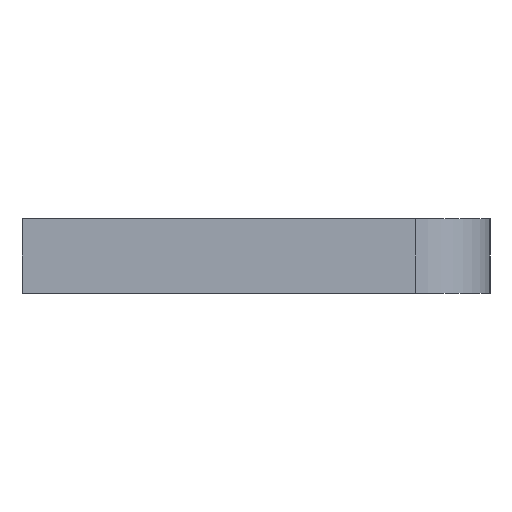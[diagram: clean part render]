
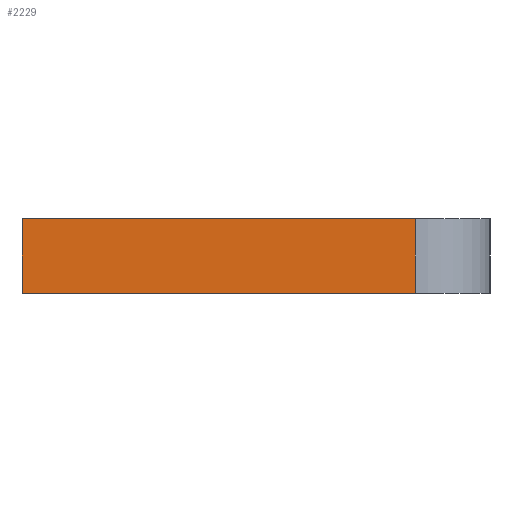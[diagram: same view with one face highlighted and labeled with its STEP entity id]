
A CAD part, left-side view. The second image highlights one B-rep face of the part: STEP entity #2229.
In plain terms, the highlighted planar face has unit normal (-1, 0, 0).
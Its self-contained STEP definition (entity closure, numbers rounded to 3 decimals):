
#17=PLANE('',#2399);
#97=FACE_OUTER_BOUND('',#213,.T.);
#213=EDGE_LOOP('',(#1629,#1630,#1631,#1632));
#331=LINE('',#3221,#597);
#405=LINE('',#3443,#671);
#407=LINE('',#3447,#673);
#408=LINE('',#3448,#674);
#597=VECTOR('',#2567,10.);
#671=VECTOR('',#2717,10.);
#673=VECTOR('',#2721,10.);
#674=VECTOR('',#2722,10.);
#940=VERTEX_POINT('',#3218);
#941=VERTEX_POINT('',#3220);
#1051=VERTEX_POINT('',#3441);
#1052=VERTEX_POINT('',#3446);
#1170=EDGE_CURVE('',#940,#941,#331,.T.);
#1281=EDGE_CURVE('',#1051,#940,#405,.T.);
#1283=EDGE_CURVE('',#1052,#1051,#407,.T.);
#1284=EDGE_CURVE('',#941,#1052,#408,.T.);
#1629=ORIENTED_EDGE('',*,*,#1281,.F.);
#1630=ORIENTED_EDGE('',*,*,#1283,.F.);
#1631=ORIENTED_EDGE('',*,*,#1284,.F.);
#1632=ORIENTED_EDGE('',*,*,#1170,.F.);
#2229=ADVANCED_FACE('',(#97),#17,.T.);
#2399=AXIS2_PLACEMENT_3D('',#3445,#2719,#2720);
#2567=DIRECTION('',(0.,1.,0.));
#2717=DIRECTION('',(0.,0.,-1.));
#2719=DIRECTION('center_axis',(-1.,0.,0.));
#2720=DIRECTION('ref_axis',(0.,-1.,0.));
#2721=DIRECTION('',(0.,-1.,0.));
#2722=DIRECTION('',(0.,0.,1.));
#3218=CARTESIAN_POINT('',(0.,-21.,0.));
#3220=CARTESIAN_POINT('',(0.,0.,0.));
#3221=CARTESIAN_POINT('',(0.,-25.,0.));
#3441=CARTESIAN_POINT('',(0.,-21.,4.));
#3443=CARTESIAN_POINT('',(0.,-21.,0.));
#3445=CARTESIAN_POINT('Origin',(0.,0.,0.));
#3446=CARTESIAN_POINT('',(0.,0.,4.));
#3447=CARTESIAN_POINT('',(0.,-25.,4.));
#3448=CARTESIAN_POINT('',(0.,0.,0.));
